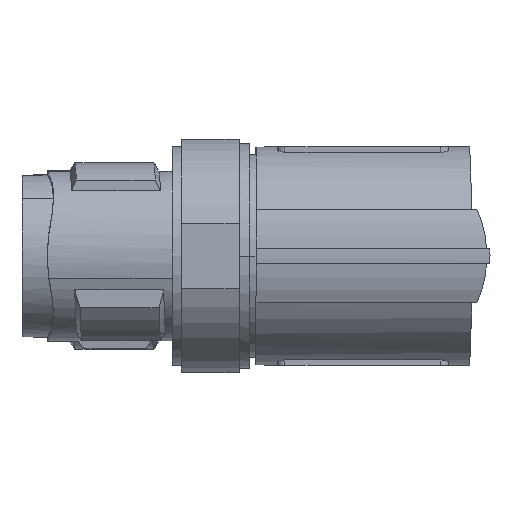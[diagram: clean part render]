
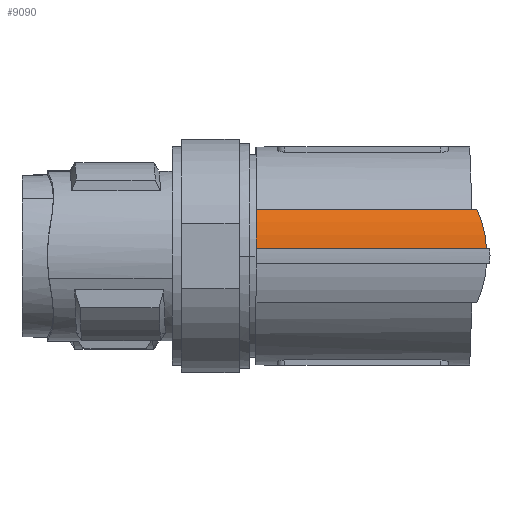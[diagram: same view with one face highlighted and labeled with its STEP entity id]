
A CAD part, left-side view. The second image highlights one B-rep face of the part: STEP entity #9090.
In plain terms, the highlighted cylindrical face has radius 7.3 mm (diameter 14.6 mm), a partial arc.
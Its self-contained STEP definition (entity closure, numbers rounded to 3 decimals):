
#8680=CARTESIAN_POINT('',(-28.75,8.5,-0.004))
;
#8690=DIRECTION('',(0.,-1.,
0.));
#8700=DIRECTION('',(1.,0.,0.));
#8710=AXIS2_PLACEMENT_3D('',#8680,#8690,#8700);
#8720=CYLINDRICAL_SURFACE('',#8710,7.3);
#8730=CARTESIAN_POINT('',(-28.75,1.,-0.004))
;
#8740=DIRECTION('',(0.707,-0.707,
0.));
#8750=DIRECTION('',(0.707,0.707,
0.));
#8760=AXIS2_PLACEMENT_3D('',#8730,#8740,#8750);
#8770=ELLIPSE('',#8760,10.324,7.3);
#8780=CARTESIAN_POINT('',(-35.405,-5.655,
2.996));
#8790=VERTEX_POINT('',#8780);
#8800=CARTESIAN_POINT('',(-36.033,-6.283,
0.496));
#8810=VERTEX_POINT('',#8800);
#8820=EDGE_CURVE('',#8790,#8810,#8770,.T.);
#8830=ORIENTED_EDGE('',*,*,#8820,.F.);
#8840=CARTESIAN_POINT('',(-36.033,8.5,
0.496));
#8850=DIRECTION('',(0.,-1.,
0.));
#8860=VECTOR('',#8850,1.);
#8870=LINE('',#8840,#8860);
#8880=CARTESIAN_POINT('',(-36.033,8.5,
0.496));
#8890=VERTEX_POINT('',#8880);
#8900=EDGE_CURVE('',#8890,#8810,#8870,.T.);
#8910=ORIENTED_EDGE('',*,*,#8900,.T.);
#8920=CARTESIAN_POINT('',(-28.75,8.5,-0.004))
;
#8930=DIRECTION('',(0.,1.,
0.));
#8940=DIRECTION('',(1.,0.,0.));
#8950=AXIS2_PLACEMENT_3D('',#8920,#8930,#8940);
#8960=CIRCLE('',#8950,7.3);
#8970=CARTESIAN_POINT('',(-35.405,8.5,
2.996));
#8980=VERTEX_POINT('',#8970);
#8990=EDGE_CURVE('',#8890,#8980,#8960,.T.);
#9000=ORIENTED_EDGE('',*,*,#8990,.F.);
#9010=CARTESIAN_POINT('',(-35.405,8.5,
2.996));
#9020=DIRECTION('',(0.,-1.,
0.));
#9030=VECTOR('',#9020,1.);
#9040=LINE('',#9010,#9030);
#9050=EDGE_CURVE('',#8980,#8790,#9040,.T.);
#9060=ORIENTED_EDGE('',*,*,#9050,.F.);
#9070=EDGE_LOOP('',(#9060,#9000,#8910,#8830));
#9080=FACE_OUTER_BOUND('',#9070,.T.);
#9090=ADVANCED_FACE('',(#9080),#8720,.T.);
